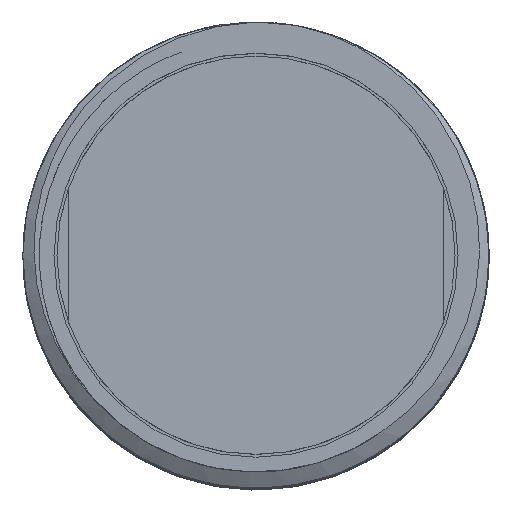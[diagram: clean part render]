
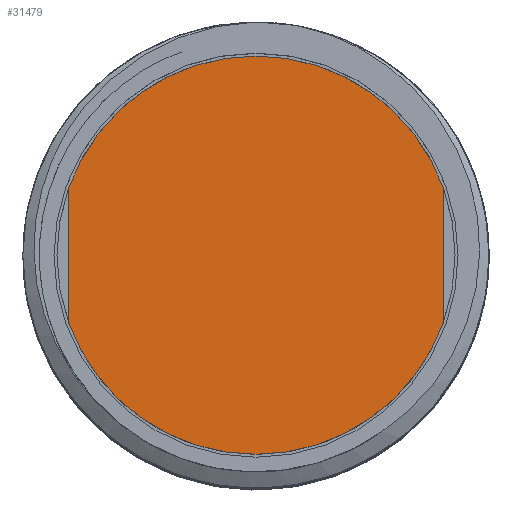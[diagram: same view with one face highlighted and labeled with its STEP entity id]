
A CAD part, top view. The second image highlights one B-rep face of the part: STEP entity #31479.
In plain terms, the highlighted planar face has unit normal (0, 0, 1).
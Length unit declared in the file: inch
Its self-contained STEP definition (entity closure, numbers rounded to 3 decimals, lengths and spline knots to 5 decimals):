
#15755=CARTESIAN_POINT('',(0.,0.,0.));
#15756=DIRECTION('',(0.,0.,1.));
#15757=DIRECTION('',(-0.942,-0.335,0.));
#15758=AXIS2_PLACEMENT_3D('',#15755,#15756,#15757);
#15760=CARTESIAN_POINT('',(0.,0.,0.));
#15761=DIRECTION('',(0.,0.,1.));
#15762=DIRECTION('',(0.,1.,0.));
#15763=AXIS2_PLACEMENT_3D('',#15760,#15761,#15762);
#15782=DIRECTION('',(0.,-1.,0.));
#15783=VECTOR('',#15782,0.20279);
#15784=CARTESIAN_POINT('',(0.285,0.1014,0.));
#15785=LINE('',#15784,#15783);
#15786=DIRECTION('',(0.,1.,0.));
#15787=VECTOR('',#15786,0.20279);
#15788=CARTESIAN_POINT('',(-0.285,-0.1014,0.));
#15789=LINE('',#15788,#15787);
#15798=CARTESIAN_POINT('',(0.,0.,0.));
#15799=DIRECTION('',(0.,0.,-1.));
#15800=DIRECTION('',(0.,1.,0.));
#15801=AXIS2_PLACEMENT_3D('',#15798,#15799,#15800);
#15811=CARTESIAN_POINT('',(0.,0.,0.));
#15812=DIRECTION('',(0.,0.,-1.));
#15813=DIRECTION('',(0.942,-0.335,0.));
#15814=AXIS2_PLACEMENT_3D('',#15811,#15812,#15813);
#16330=CARTESIAN_POINT('',(0.,0.3025,0.));
#16332=VERTEX_POINT('',#16330);
#16334=CARTESIAN_POINT('',(0.,-0.3025,0.));
#16336=VERTEX_POINT('',#16334);
#16366=CARTESIAN_POINT('',(0.285,0.1014,0.));
#16367=CARTESIAN_POINT('',(0.285,-0.1014,0.));
#16368=VERTEX_POINT('',#16366);
#16369=VERTEX_POINT('',#16367);
#16370=CARTESIAN_POINT('',(-0.285,-0.1014,0.));
#16371=CARTESIAN_POINT('',(-0.285,0.1014,0.));
#16372=VERTEX_POINT('',#16370);
#16373=VERTEX_POINT('',#16371);
#31463=CARTESIAN_POINT('',(0.,0.,0.));
#31464=DIRECTION('',(0.,0.,1.));
#31465=DIRECTION('',(0.,-1.,0.));
#31466=AXIS2_PLACEMENT_3D('',#31463,#31464,#31465);
#31467=PLANE('',#31466);
#31469=ORIENTED_EDGE('',*,*,#31468,.T.);
#31471=ORIENTED_EDGE('',*,*,#31470,.T.);
#31472=ORIENTED_EDGE('',*,*,#31425,.F.);
#31473=ORIENTED_EDGE('',*,*,#31455,.T.);
#31474=ORIENTED_EDGE('',*,*,#31432,.F.);
#31476=ORIENTED_EDGE('',*,*,#31475,.T.);
#31477=EDGE_LOOP('',(#31469,#31471,#31472,#31473,#31474,#31476));
#31478=FACE_OUTER_BOUND('',#31477,.F.);
#31479=ADVANCED_FACE('',(#31478),#31467,.T.);
#15759=CIRCLE('',#15758,0.3025);
#15764=CIRCLE('',#15763,0.3025);
#15802=CIRCLE('',#15801,0.3025);
#15815=CIRCLE('',#15814,0.3025);
#31425=EDGE_CURVE('',#16372,#16336,#15759,.T.);
#31432=EDGE_CURVE('',#16332,#16373,#15764,.T.);
#31455=EDGE_CURVE('',#16372,#16373,#15789,.T.);
#31468=EDGE_CURVE('',#16368,#16369,#15785,.T.);
#31470=EDGE_CURVE('',#16369,#16336,#15815,.T.);
#31475=EDGE_CURVE('',#16332,#16368,#15802,.T.);
